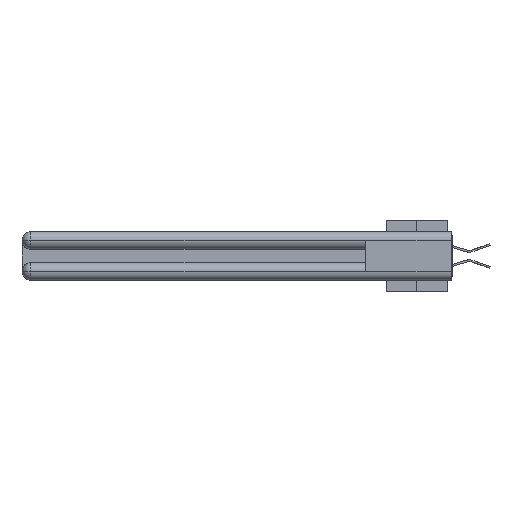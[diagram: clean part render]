
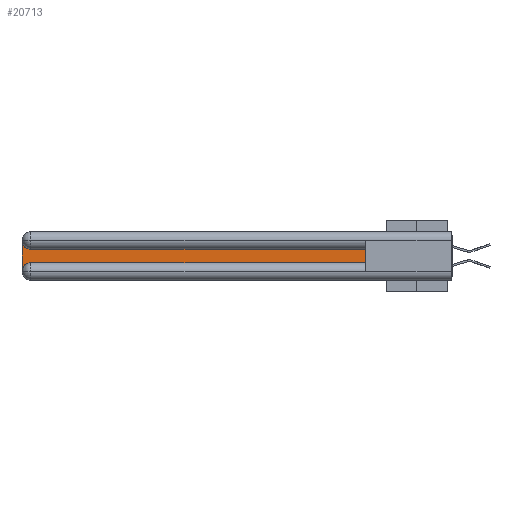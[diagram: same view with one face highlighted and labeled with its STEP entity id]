
A CAD part, left-side view. The second image highlights one B-rep face of the part: STEP entity #20713.
In plain terms, the highlighted planar face has unit normal (-1, 0, 0).
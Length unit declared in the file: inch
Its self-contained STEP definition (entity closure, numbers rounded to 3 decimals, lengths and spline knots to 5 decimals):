
#56 = CARTESIAN_POINT ( 'NONE',  ( 0.075, 0.6, -0.1225 ) ) ;
#59 = CARTESIAN_POINT ( 'NONE',  ( 0.075, 2.94, -0.2175 ) ) ;
#99 = CARTESIAN_POINT ( 'NONE',  ( 0.075, 3., -0.2775 ) ) ;
#2616 = LINE ( 'NONE', #6178, #26441 ) ;
#3309 = DIRECTION ( 'NONE',  ( 0., 0., -1. ) ) ;
#3490 = CARTESIAN_POINT ( 'NONE',  ( 0.075, 2.94, -0.1225 ) ) ;
#3597 = DIRECTION ( 'NONE',  ( 1., 0., 0. ) ) ;
#4201 = FACE_OUTER_BOUND ( 'NONE', #13171, .T. ) ;
#4999 = ORIENTED_EDGE ( 'NONE', *, *, #36749, .T. ) ;
#6093 = CARTESIAN_POINT ( 'NONE',  ( 0.075, 2.94, -0.0625 ) ) ;
#6178 = CARTESIAN_POINT ( 'NONE',  ( 0.075, 0.6, -0.2175 ) ) ;
#6698 = EDGE_CURVE ( 'NONE', #17634, #38321, #38440, .T. ) ;
#11332 = CARTESIAN_POINT ( 'NONE',  ( 0.075, 0.6, -0.2175 ) ) ;
#11857 = AXIS2_PLACEMENT_3D ( 'NONE', #21723, #24912, #31713 ) ;
#12108 = CARTESIAN_POINT ( 'NONE',  ( 0.075, 3., -0.0625 ) ) ;
#13171 = EDGE_LOOP ( 'NONE', ( #4999, #41767, #17387, #33387, #42783, #29918 ) ) ;
#13337 = EDGE_CURVE ( 'NONE', #36563, #34573, #35293, .T. ) ;
#14718 = DIRECTION ( 'NONE',  ( 0., 0., -1. ) ) ;
#15525 = CIRCLE ( 'NONE', #19166, 0.06 ) ;
#15600 = EDGE_CURVE ( 'NONE', #34573, #37374, #2616, .T. ) ;
#16332 = EDGE_CURVE ( 'NONE', #18951, #17634, #15525, .T. ) ;
#16519 = DIRECTION ( 'NONE',  ( 1., 0., 0. ) ) ;
#17387 = ORIENTED_EDGE ( 'NONE', *, *, #6698, .T. ) ;
#17634 = VERTEX_POINT ( 'NONE', #12108 ) ;
#18395 = PLANE ( 'NONE',  #11857 ) ;
#18951 = VERTEX_POINT ( 'NONE', #3490 ) ;
#19166 = AXIS2_PLACEMENT_3D ( 'NONE', #6093, #16519, #25944 ) ;
#19461 = CARTESIAN_POINT ( 'NONE',  ( 0.075, 0.6, -0.2175 ) ) ;
#20082 = CIRCLE ( 'NONE', #29344, 0.06 ) ;
#20713 = ADVANCED_FACE ( 'NONE', ( #4201 ), #18395, .F. ) ;
#21723 = CARTESIAN_POINT ( 'NONE',  ( 0.075, 3., -0.1225 ) ) ;
#23508 = EDGE_CURVE ( 'NONE', #38321, #36563, #20082, .T. ) ;
#24571 = LINE ( 'NONE', #28818, #32811 ) ;
#24912 = DIRECTION ( 'NONE',  ( 1., 0., 0. ) ) ;
#25944 = DIRECTION ( 'NONE',  ( 0., 0., -1. ) ) ;
#26425 = VECTOR ( 'NONE', #28232, 39.37008 ) ;
#26441 = VECTOR ( 'NONE', #32410, 39.37008 ) ;
#28232 = DIRECTION ( 'NONE',  ( 0., -1., 0. ) ) ;
#28818 = CARTESIAN_POINT ( 'NONE',  ( 0.075, 0.6, -0.1225 ) ) ;
#29344 = AXIS2_PLACEMENT_3D ( 'NONE', #36800, #3597, #3309 ) ;
#29918 = ORIENTED_EDGE ( 'NONE', *, *, #15600, .T. ) ;
#30609 = VECTOR ( 'NONE', #14718, 39.37008 ) ;
#31543 = CARTESIAN_POINT ( 'NONE',  ( 0.075, 3., -0.2175 ) ) ;
#31713 = DIRECTION ( 'NONE',  ( 0., 0., -1. ) ) ;
#32410 = DIRECTION ( 'NONE',  ( 0., 0., 1. ) ) ;
#32811 = VECTOR ( 'NONE', #35629, 39.37008 ) ;
#33387 = ORIENTED_EDGE ( 'NONE', *, *, #23508, .T. ) ;
#34573 = VERTEX_POINT ( 'NONE', #19461 ) ;
#35293 = LINE ( 'NONE', #11332, #26425 ) ;
#35629 = DIRECTION ( 'NONE',  ( 0., 1., 0. ) ) ;
#36563 = VERTEX_POINT ( 'NONE', #59 ) ;
#36749 = EDGE_CURVE ( 'NONE', #37374, #18951, #24571, .T. ) ;
#36800 = CARTESIAN_POINT ( 'NONE',  ( 0.075, 2.94, -0.2775 ) ) ;
#37374 = VERTEX_POINT ( 'NONE', #56 ) ;
#38321 = VERTEX_POINT ( 'NONE', #99 ) ;
#38440 = LINE ( 'NONE', #31543, #30609 ) ;
#41767 = ORIENTED_EDGE ( 'NONE', *, *, #16332, .T. ) ;
#42783 = ORIENTED_EDGE ( 'NONE', *, *, #13337, .T. ) ;
